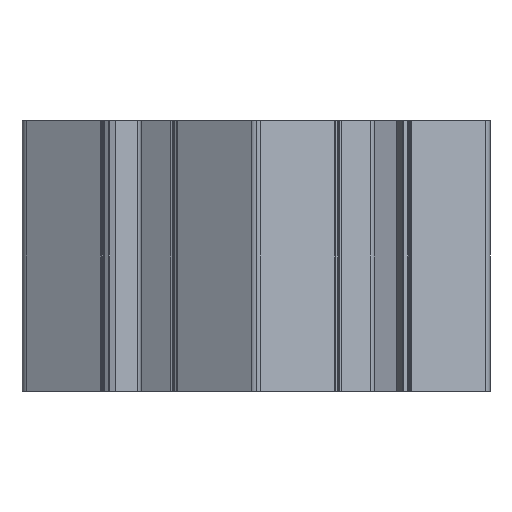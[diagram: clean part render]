
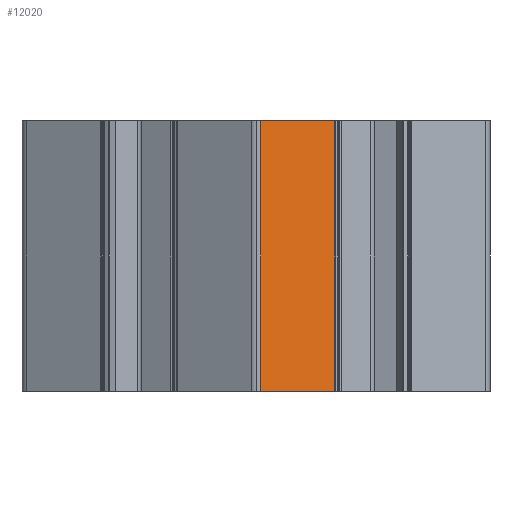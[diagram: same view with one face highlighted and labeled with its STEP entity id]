
A CAD part, left-side view. The second image highlights one B-rep face of the part: STEP entity #12020.
In plain terms, the highlighted planar face has unit normal (-0.866, -0.5, 0).
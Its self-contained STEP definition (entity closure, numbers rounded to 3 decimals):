
#190 = PLANE ( 'NONE',  #11421 ) ;
#548 = DIRECTION ( 'NONE',  ( 0.5, -0.866, 0. ) ) ;
#860 = LINE ( 'NONE', #6025, #11701 ) ;
#897 = ORIENTED_EDGE ( 'NONE', *, *, #10524, .F. ) ;
#948 = CARTESIAN_POINT ( 'NONE',  ( -29.711, -0.5, 30. ) ) ;
#1481 = ORIENTED_EDGE ( 'NONE', *, *, #2005, .T. ) ;
#2005 = EDGE_CURVE ( 'NONE', #5447, #5788, #12351, .T. ) ;
#2060 = EDGE_CURVE ( 'NONE', #5788, #5339, #12692, .T. ) ;
#2252 = EDGE_LOOP ( 'NONE', ( #8432, #12710, #897, #1481 ) ) ;
#2282 = VERTEX_POINT ( 'NONE', #4705 ) ;
#2956 = CARTESIAN_POINT ( 'NONE',  ( -29.711, -0.5, 30. ) ) ;
#4705 = CARTESIAN_POINT ( 'NONE',  ( -24.95, -8.747, 30. ) ) ;
#4962 = DIRECTION ( 'NONE',  ( 0.5, -0.866, 0. ) ) ;
#5339 = VERTEX_POINT ( 'NONE', #12851 ) ;
#5447 = VERTEX_POINT ( 'NONE', #948 ) ;
#5671 = VECTOR ( 'NONE', #9265, 1000. ) ;
#5788 = VERTEX_POINT ( 'NONE', #10816 ) ;
#6025 = CARTESIAN_POINT ( 'NONE',  ( -22.5, -12.99, 30. ) ) ;
#6281 = CARTESIAN_POINT ( 'NONE',  ( -24.95, -8.747, 30. ) ) ;
#7443 = FACE_OUTER_BOUND ( 'NONE', #2252, .T. ) ;
#7468 = CARTESIAN_POINT ( 'NONE',  ( -22.5, -12.99, 0. ) ) ;
#8432 = ORIENTED_EDGE ( 'NONE', *, *, #2060, .T. ) ;
#8450 = CARTESIAN_POINT ( 'NONE',  ( -22.5, -12.99, 30. ) ) ;
#8669 = VECTOR ( 'NONE', #13252, 1000. ) ;
#9265 = DIRECTION ( 'NONE',  ( 0., 0., -1. ) ) ;
#10516 = DIRECTION ( 'NONE',  ( 0.866, 0.5, 0. ) ) ;
#10524 = EDGE_CURVE ( 'NONE', #5447, #2282, #860, .T. ) ;
#10816 = CARTESIAN_POINT ( 'NONE',  ( -29.711, -0.5, 0. ) ) ;
#10818 = VECTOR ( 'NONE', #548, 1000. ) ;
#11421 = AXIS2_PLACEMENT_3D ( 'NONE', #8450, #10516, #11530 ) ;
#11530 = DIRECTION ( 'NONE',  ( -0.5, 0.866, 0. ) ) ;
#11701 = VECTOR ( 'NONE', #4962, 1000. ) ;
#12020 = ADVANCED_FACE ( 'NONE', ( #7443 ), #190, .F. ) ;
#12314 = LINE ( 'NONE', #6281, #8669 ) ;
#12351 = LINE ( 'NONE', #2956, #5671 ) ;
#12468 = EDGE_CURVE ( 'NONE', #2282, #5339, #12314, .T. ) ;
#12692 = LINE ( 'NONE', #7468, #10818 ) ;
#12710 = ORIENTED_EDGE ( 'NONE', *, *, #12468, .F. ) ;
#12851 = CARTESIAN_POINT ( 'NONE',  ( -24.95, -8.747, 0. ) ) ;
#13252 = DIRECTION ( 'NONE',  ( 0., 0., -1. ) ) ;
